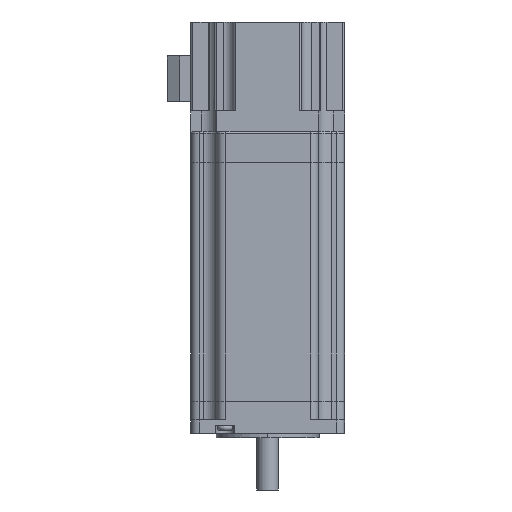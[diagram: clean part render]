
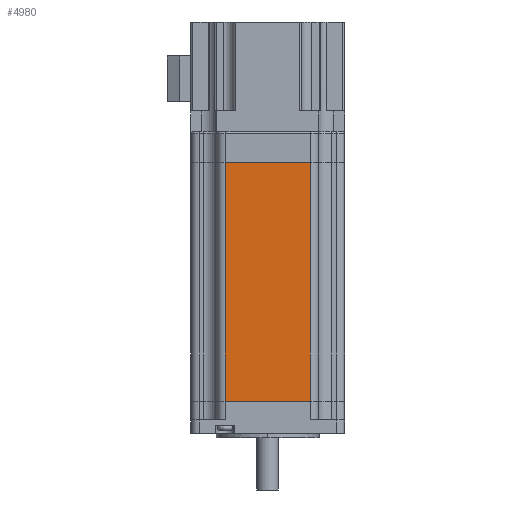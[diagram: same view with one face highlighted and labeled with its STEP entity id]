
A CAD part, front view. The second image highlights one B-rep face of the part: STEP entity #4980.
In plain terms, the highlighted face is planar.
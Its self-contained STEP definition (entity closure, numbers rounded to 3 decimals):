
#8 = DIRECTION ( 'NONE',  ( 0., -1., 0. ) ) ;
#568 = CARTESIAN_POINT ( 'NONE',  ( 44.3, 88.5, 0. ) ) ;
#1039 = VECTOR ( 'NONE', #9759, 1000. ) ;
#1376 = PLANE ( 'NONE',  #4426 ) ;
#1710 = CARTESIAN_POINT ( 'NONE',  ( 44.3, 0., 0. ) ) ;
#1903 = ORIENTED_EDGE ( 'NONE', *, *, #7159, .T. ) ;
#2010 = ORIENTED_EDGE ( 'NONE', *, *, #6666, .T. ) ;
#2191 = LINE ( 'NONE', #2446, #6797 ) ;
#2411 = VERTEX_POINT ( 'NONE', #5249 ) ;
#2446 = CARTESIAN_POINT ( 'NONE',  ( 44.3, 88.5, 0. ) ) ;
#2548 = CARTESIAN_POINT ( 'NONE',  ( 44.3, 88.5, 0. ) ) ;
#2643 = VECTOR ( 'NONE', #6271, 1000. ) ;
#2682 = CARTESIAN_POINT ( 'NONE',  ( 12.7, 88.5, 0. ) ) ;
#2923 = CARTESIAN_POINT ( 'NONE',  ( 44.3, 88.5, 0. ) ) ;
#3734 = CARTESIAN_POINT ( 'NONE',  ( 12.7, 0., 0. ) ) ;
#3754 = EDGE_CURVE ( 'NONE', #6036, #5286, #2191, .T. ) ;
#3763 = DIRECTION ( 'NONE',  ( 0., 0., 1. ) ) ;
#4254 = LINE ( 'NONE', #2682, #1039 ) ;
#4426 = AXIS2_PLACEMENT_3D ( 'NONE', #568, #3763, #7628 ) ;
#4809 = DIRECTION ( 'NONE',  ( -1., 0., 0. ) ) ;
#4954 = ORIENTED_EDGE ( 'NONE', *, *, #3754, .F. ) ;
#4980 = ADVANCED_FACE ( 'NONE', ( #9885 ), #1376, .T. ) ;
#5249 = CARTESIAN_POINT ( 'NONE',  ( 12.7, 88.5, 0. ) ) ;
#5286 = VERTEX_POINT ( 'NONE', #9571 ) ;
#6036 = VERTEX_POINT ( 'NONE', #2923 ) ;
#6226 = EDGE_CURVE ( 'NONE', #5286, #9754, #7199, .T. ) ;
#6271 = DIRECTION ( 'NONE',  ( -1., 0., 0. ) ) ;
#6666 = EDGE_CURVE ( 'NONE', #6036, #2411, #7889, .T. ) ;
#6797 = VECTOR ( 'NONE', #8, 1000. ) ;
#7159 = EDGE_CURVE ( 'NONE', #2411, #9754, #4254, .T. ) ;
#7199 = LINE ( 'NONE', #1710, #9973 ) ;
#7628 = DIRECTION ( 'NONE',  ( 1., 0., 0. ) ) ;
#7889 = LINE ( 'NONE', #2548, #2643 ) ;
#8421 = EDGE_LOOP ( 'NONE', ( #9281, #4954, #2010, #1903 ) ) ;
#9281 = ORIENTED_EDGE ( 'NONE', *, *, #6226, .F. ) ;
#9571 = CARTESIAN_POINT ( 'NONE',  ( 44.3, 0., 0. ) ) ;
#9754 = VERTEX_POINT ( 'NONE', #3734 ) ;
#9759 = DIRECTION ( 'NONE',  ( 0., -1., 0. ) ) ;
#9885 = FACE_OUTER_BOUND ( 'NONE', #8421, .T. ) ;
#9973 = VECTOR ( 'NONE', #4809, 1000. ) ;
